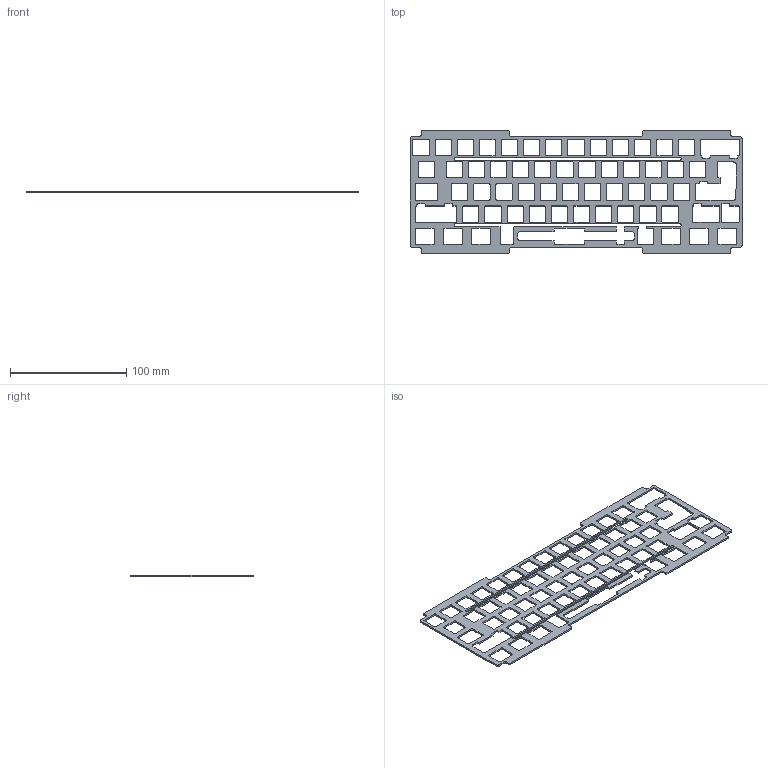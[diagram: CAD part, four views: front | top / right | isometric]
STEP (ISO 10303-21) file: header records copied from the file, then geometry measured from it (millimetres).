
FILE_DESCRIPTION(/* description */ (''),/* implementation_level */ '2;1');
FILE_NAME(/* name */ 'plate.universal-withFlexcuts.step',/* time_stamp */ '2022-08-03T12:33:25-04:00',/* author */ (''),/* organization */ (''),/* preprocessor_version */ 'ST-DEVELOPER v19',/* originating_system */ 'Autodesk Translation Framework v11.7.0.108',/* authorisation */ '');
FILE_SCHEMA (('AUTOMOTIVE_DESIGN { 1 0 10303 214 3 1 1 }'));
Length unit declared in the file: millimetre
Products named in the file (1): plate.universal-withFlexcuts
Bounding box: 285.75 x 105.2 x 1.5 mm (x, y, z)
Volume: 19722.1 mm3; surface area: 34363.8 mm2
Topology: 1 solids, 1 shells, 633 faces, 1893 edges, 1262 vertices
Faces by surface type: plane 332, cylinder 301
Entity records: 21733 total; most frequent: CARTESIAN_POINT 3789, ORIENTED_EDGE 3786, DIRECTION 3763, EDGE_CURVE 1893, LINE 1291, VECTOR 1291, VERTEX_POINT 1262, AXIS2_PLACEMENT_3D 1236
